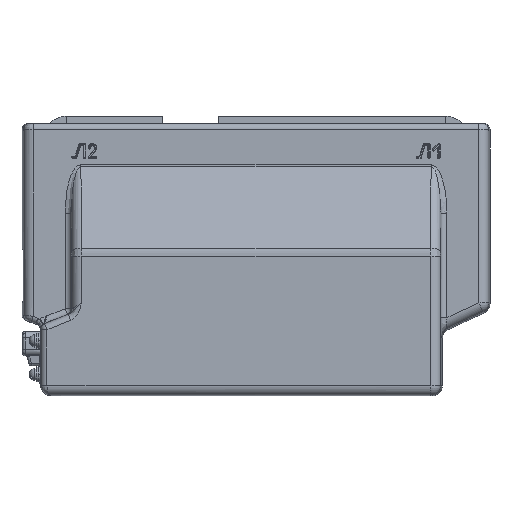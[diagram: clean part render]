
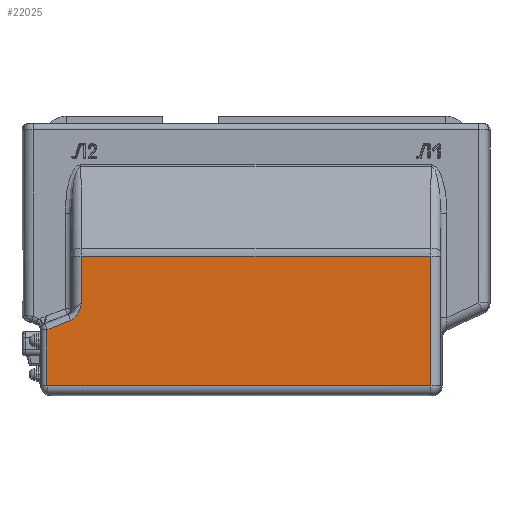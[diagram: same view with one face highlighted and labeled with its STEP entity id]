
A CAD part, top view. The second image highlights one B-rep face of the part: STEP entity #22025.
In plain terms, the highlighted planar face has unit normal (0, 0, 1).
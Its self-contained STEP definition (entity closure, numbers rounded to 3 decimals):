
#7252 = B_SPLINE_CURVE_WITH_KNOTS ( 'NONE', 3,
 ( #11339, #11366, #11367, #11368, #11369, #11370, #11371, #11372, #11373, #11374, #11375, #11376, #11377, #11378, #11379, #11380, #11381, #11382 ),
 .UNSPECIFIED., .F., .F.,
 ( 4, 2, 2, 2, 2, 2, 2, 2, 4 ),
 ( 0., 0.002, 0.004, 0.009, 0.011, 0.013, 0.014, 0.015, 0.017 ),
 .UNSPECIFIED. ) ;
#9470 = VECTOR ( 'NONE', #10780, 1000. ) ;
#9481 = LINE ( 'NONE', #10775, #9470 ) ;
#9561 = VECTOR ( 'NONE', #11060, 1000. ) ;
#9569 = LINE ( 'NONE', #11041, #9561 ) ;
#9631 = VECTOR ( 'NONE', #11396, 1000. ) ;
#9639 = VECTOR ( 'NONE', #11389, 1000. ) ;
#9641 = LINE ( 'NONE', #11395, #9631 ) ;
#9642 = LINE ( 'NONE', #11362, #9639 ) ;
#9644 = LINE ( 'NONE', #11390, #9645 ) ;
#9645 = VECTOR ( 'NONE', #11391, 1000. ) ;
#9654 = LINE ( 'NONE', #11409, #9655 ) ;
#9655 = VECTOR ( 'NONE', #11410, 1000. ) ;
#10775 = CARTESIAN_POINT ( 'NONE',  ( 335., 8., 74. ) ) ;
#10780 = DIRECTION ( 'NONE',  ( 1., 0., 0. ) ) ;
#11041 = CARTESIAN_POINT ( 'NONE',  ( 20., 8., 74. ) ) ;
#11060 = DIRECTION ( 'NONE',  ( 0., -1., 0. ) ) ;
#11339 = CARTESIAN_POINT ( 'NONE',  ( 47.793, 74.363, 74. ) ) ;
#11362 = CARTESIAN_POINT ( 'NONE',  ( 16.809, 51.478, 74. ) ) ;
#11366 = CARTESIAN_POINT ( 'NONE',  ( 47.622, 73.661, 74. ) ) ;
#11367 = CARTESIAN_POINT ( 'NONE',  ( 47.45, 72.958, 74. ) ) ;
#11368 = CARTESIAN_POINT ( 'NONE',  ( 47.088, 71.558, 74. ) ) ;
#11369 = CARTESIAN_POINT ( 'NONE',  ( 46.897, 70.86, 74. ) ) ;
#11370 = CARTESIAN_POINT ( 'NONE',  ( 46.269, 68.789, 74. ) ) ;
#11371 = CARTESIAN_POINT ( 'NONE',  ( 45.774, 67.439, 74. ) ) ;
#11372 = CARTESIAN_POINT ( 'NONE',  ( 44.767, 65.52, 74. ) ) ;
#11373 = CARTESIAN_POINT ( 'NONE',  ( 44.384, 64.896, 74. ) ) ;
#11374 = CARTESIAN_POINT ( 'NONE',  ( 43.531, 63.729, 74. ) ) ;
#11375 = CARTESIAN_POINT ( 'NONE',  ( 43.059, 63.182, 74. ) ) ;
#11376 = CARTESIAN_POINT ( 'NONE',  ( 42.276, 62.426, 74. ) ) ;
#11377 = CARTESIAN_POINT ( 'NONE',  ( 42.001, 62.184, 74. ) ) ;
#11378 = CARTESIAN_POINT ( 'NONE',  ( 41.435, 61.732, 74. ) ) ;
#11379 = CARTESIAN_POINT ( 'NONE',  ( 41.143, 61.52, 74. ) ) ;
#11380 = CARTESIAN_POINT ( 'NONE',  ( 40.239, 60.929, 74. ) ) ;
#11381 = CARTESIAN_POINT ( 'NONE',  ( 39.6, 60.594, 74. ) ) ;
#11382 = CARTESIAN_POINT ( 'NONE',  ( 38.922, 60.323, 74. ) ) ;
#11389 = DIRECTION ( 'NONE',  ( -0.928, -0.371, 0. ) ) ;
#11390 = CARTESIAN_POINT ( 'NONE',  ( 47.793, 66., 74. ) ) ;
#11391 = DIRECTION ( 'NONE',  ( 0., -1., 0. ) ) ;
#11395 = CARTESIAN_POINT ( 'NONE',  ( 23., 111.621, 74. ) ) ;
#11396 = DIRECTION ( 'NONE',  ( -1., 0., 0. ) ) ;
#11409 = CARTESIAN_POINT ( 'NONE',  ( 327.207, 115., 74. ) ) ;
#11410 = DIRECTION ( 'NONE',  ( 0., 1., 0. ) ) ;
#11717 = EDGE_LOOP ( 'NONE', ( #41550, #41551, #41552, #41553, #41554, #41555, #41556 ) ) ;
#16902 = CARTESIAN_POINT ( 'NONE',  ( 47.793, 74.363, 74. ) ) ;
#17229 = CARTESIAN_POINT ( 'NONE',  ( 20., 8., 74. ) ) ;
#17230 = CARTESIAN_POINT ( 'NONE',  ( 327.207, 8., 74. ) ) ;
#17267 = CARTESIAN_POINT ( 'NONE',  ( 20., 52.754, 74. ) ) ;
#17309 = CARTESIAN_POINT ( 'NONE',  ( 38.922, 60.323, 74. ) ) ;
#17311 = CARTESIAN_POINT ( 'NONE',  ( 47.793, 111.621, 74. ) ) ;
#17312 = CARTESIAN_POINT ( 'NONE',  ( 327.207, 111.621, 74. ) ) ;
#22025 = ADVANCED_FACE ( 'NONE', ( #44161 ), #49339, .T. ) ;
#31968 = EDGE_CURVE ( 'NONE', #33794, #33795, #9481, .T. ) ;
#32077 = EDGE_CURVE ( 'NONE', #33832, #33794, #9569, .T. ) ;
#32142 = EDGE_CURVE ( 'NONE', #33467, #33874, #7252, .T. ) ;
#32145 = EDGE_CURVE ( 'NONE', #33874, #33832, #9642, .T. ) ;
#32146 = EDGE_CURVE ( 'NONE', #33876, #33467, #9644, .T. ) ;
#32148 = EDGE_CURVE ( 'NONE', #33877, #33876, #9641, .T. ) ;
#32153 = EDGE_CURVE ( 'NONE', #33795, #33877, #9654, .T. ) ;
#33467 = VERTEX_POINT ( 'NONE', #16902 ) ;
#33794 = VERTEX_POINT ( 'NONE', #17229 ) ;
#33795 = VERTEX_POINT ( 'NONE', #17230 ) ;
#33832 = VERTEX_POINT ( 'NONE', #17267 ) ;
#33874 = VERTEX_POINT ( 'NONE', #17309 ) ;
#33876 = VERTEX_POINT ( 'NONE', #17311 ) ;
#33877 = VERTEX_POINT ( 'NONE', #17312 ) ;
#41550 = ORIENTED_EDGE ( 'NONE', *, *, #32153, .T. ) ;
#41551 = ORIENTED_EDGE ( 'NONE', *, *, #32148, .T. ) ;
#41552 = ORIENTED_EDGE ( 'NONE', *, *, #32146, .T. ) ;
#41553 = ORIENTED_EDGE ( 'NONE', *, *, #32142, .T. ) ;
#41554 = ORIENTED_EDGE ( 'NONE', *, *, #32145, .T. ) ;
#41555 = ORIENTED_EDGE ( 'NONE', *, *, #32077, .T. ) ;
#41556 = ORIENTED_EDGE ( 'NONE', *, *, #31968, .T. ) ;
#44161 = FACE_OUTER_BOUND ( 'NONE', #11717, .T. ) ;
#46376 = AXIS2_PLACEMENT_3D ( 'NONE', #49336, #49342, #49343 ) ;
#49336 = CARTESIAN_POINT ( 'NONE',  ( 23., 8., 74. ) ) ;
#49339 = PLANE ( 'NONE',  #46376 ) ;
#49342 = DIRECTION ( 'NONE',  ( 0., 0., 1. ) ) ;
#49343 = DIRECTION ( 'NONE',  ( 1., 0., 0. ) ) ;
